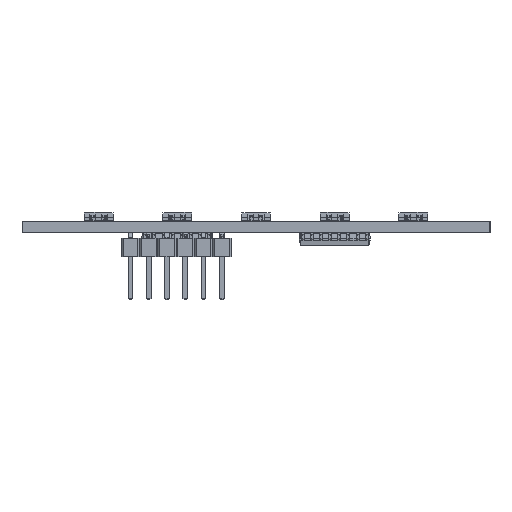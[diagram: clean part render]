
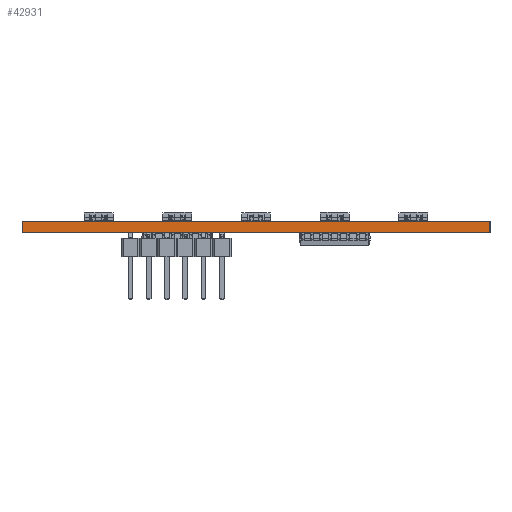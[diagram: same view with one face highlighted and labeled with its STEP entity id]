
A CAD part, left-side view. The second image highlights one B-rep face of the part: STEP entity #42931.
In plain terms, the highlighted planar face has unit normal (-1, 0, 0).
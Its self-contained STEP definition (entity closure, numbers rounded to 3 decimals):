
#42750 = PLANE('',#42751);
#42751 = AXIS2_PLACEMENT_3D('',#42752,#42753,#42754);
#42752 = CARTESIAN_POINT('',(280.,-65.,0.));
#42753 = DIRECTION('',(0.,-1.,0.));
#42754 = DIRECTION('',(-1.,0.,0.));
#42775 = VERTEX_POINT('',#42776);
#42776 = CARTESIAN_POINT('',(0.,-65.,1.58));
#42790 = PLANE('',#42791);
#42791 = AXIS2_PLACEMENT_3D('',#42792,#42793,#42794);
#42792 = CARTESIAN_POINT('',(140.,-32.5,1.58));
#42793 = DIRECTION('',(-0.,-0.,-1.));
#42794 = DIRECTION('',(-1.,0.,0.));
#42802 = EDGE_CURVE('',#42803,#42775,#42805,.T.);
#42803 = VERTEX_POINT('',#42804);
#42804 = CARTESIAN_POINT('',(0.,-65.,0.));
#42805 = SURFACE_CURVE('',#42806,(#42810,#42817),.PCURVE_S1.);
#42806 = LINE('',#42807,#42808);
#42807 = CARTESIAN_POINT('',(0.,-65.,0.));
#42808 = VECTOR('',#42809,1.);
#42809 = DIRECTION('',(0.,0.,1.));
#42810 = PCURVE('',#42750,#42811);
#42811 = DEFINITIONAL_REPRESENTATION('',(#42812),#42816);
#42812 = LINE('',#42813,#42814);
#42813 = CARTESIAN_POINT('',(280.,0.));
#42814 = VECTOR('',#42815,1.);
#42815 = DIRECTION('',(0.,-1.));
#42816 = ( GEOMETRIC_REPRESENTATION_CONTEXT(2) 
PARAMETRIC_REPRESENTATION_CONTEXT() REPRESENTATION_CONTEXT('2D SPACE',''
  ) );
#42817 = PCURVE('',#42818,#42823);
#42818 = PLANE('',#42819);
#42819 = AXIS2_PLACEMENT_3D('',#42820,#42821,#42822);
#42820 = CARTESIAN_POINT('',(0.,-65.,0.));
#42821 = DIRECTION('',(-1.,0.,0.));
#42822 = DIRECTION('',(0.,1.,0.));
#42823 = DEFINITIONAL_REPRESENTATION('',(#42824),#42828);
#42824 = LINE('',#42825,#42826);
#42825 = CARTESIAN_POINT('',(0.,0.));
#42826 = VECTOR('',#42827,1.);
#42827 = DIRECTION('',(0.,-1.));
#42828 = ( GEOMETRIC_REPRESENTATION_CONTEXT(2) 
PARAMETRIC_REPRESENTATION_CONTEXT() REPRESENTATION_CONTEXT('2D SPACE',''
  ) );
#42844 = PLANE('',#42845);
#42845 = AXIS2_PLACEMENT_3D('',#42846,#42847,#42848);
#42846 = CARTESIAN_POINT('',(140.,-32.5,0.));
#42847 = DIRECTION('',(-0.,-0.,-1.));
#42848 = DIRECTION('',(-1.,0.,0.));
#42877 = PLANE('',#42878);
#42878 = AXIS2_PLACEMENT_3D('',#42879,#42880,#42881);
#42879 = CARTESIAN_POINT('',(0.,0.,0.));
#42880 = DIRECTION('',(0.,1.,0.));
#42881 = DIRECTION('',(1.,0.,0.));
#42931 = ADVANCED_FACE('',(#42932),#42818,.T.);
#42932 = FACE_BOUND('',#42933,.T.);
#42933 = EDGE_LOOP('',(#42934,#42935,#42958,#42981));
#42934 = ORIENTED_EDGE('',*,*,#42802,.T.);
#42935 = ORIENTED_EDGE('',*,*,#42936,.T.);
#42936 = EDGE_CURVE('',#42775,#42937,#42939,.T.);
#42937 = VERTEX_POINT('',#42938);
#42938 = CARTESIAN_POINT('',(0.,0.,1.58));
#42939 = SURFACE_CURVE('',#42940,(#42944,#42951),.PCURVE_S1.);
#42940 = LINE('',#42941,#42942);
#42941 = CARTESIAN_POINT('',(0.,-65.,1.58));
#42942 = VECTOR('',#42943,1.);
#42943 = DIRECTION('',(0.,1.,0.));
#42944 = PCURVE('',#42818,#42945);
#42945 = DEFINITIONAL_REPRESENTATION('',(#42946),#42950);
#42946 = LINE('',#42947,#42948);
#42947 = CARTESIAN_POINT('',(0.,-1.58));
#42948 = VECTOR('',#42949,1.);
#42949 = DIRECTION('',(1.,0.));
#42950 = ( GEOMETRIC_REPRESENTATION_CONTEXT(2) 
PARAMETRIC_REPRESENTATION_CONTEXT() REPRESENTATION_CONTEXT('2D SPACE',''
  ) );
#42951 = PCURVE('',#42790,#42952);
#42952 = DEFINITIONAL_REPRESENTATION('',(#42953),#42957);
#42953 = LINE('',#42954,#42955);
#42954 = CARTESIAN_POINT('',(140.,-32.5));
#42955 = VECTOR('',#42956,1.);
#42956 = DIRECTION('',(0.,1.));
#42957 = ( GEOMETRIC_REPRESENTATION_CONTEXT(2) 
PARAMETRIC_REPRESENTATION_CONTEXT() REPRESENTATION_CONTEXT('2D SPACE',''
  ) );
#42958 = ORIENTED_EDGE('',*,*,#42959,.F.);
#42959 = EDGE_CURVE('',#42960,#42937,#42962,.T.);
#42960 = VERTEX_POINT('',#42961);
#42961 = CARTESIAN_POINT('',(0.,-0.,0.));
#42962 = SURFACE_CURVE('',#42963,(#42967,#42974),.PCURVE_S1.);
#42963 = LINE('',#42964,#42965);
#42964 = CARTESIAN_POINT('',(0.,-0.,0.));
#42965 = VECTOR('',#42966,1.);
#42966 = DIRECTION('',(0.,0.,1.));
#42967 = PCURVE('',#42818,#42968);
#42968 = DEFINITIONAL_REPRESENTATION('',(#42969),#42973);
#42969 = LINE('',#42970,#42971);
#42970 = CARTESIAN_POINT('',(65.,0.));
#42971 = VECTOR('',#42972,1.);
#42972 = DIRECTION('',(0.,-1.));
#42973 = ( GEOMETRIC_REPRESENTATION_CONTEXT(2) 
PARAMETRIC_REPRESENTATION_CONTEXT() REPRESENTATION_CONTEXT('2D SPACE',''
  ) );
#42974 = PCURVE('',#42877,#42975);
#42975 = DEFINITIONAL_REPRESENTATION('',(#42976),#42980);
#42976 = LINE('',#42977,#42978);
#42977 = CARTESIAN_POINT('',(0.,0.));
#42978 = VECTOR('',#42979,1.);
#42979 = DIRECTION('',(0.,-1.));
#42980 = ( GEOMETRIC_REPRESENTATION_CONTEXT(2) 
PARAMETRIC_REPRESENTATION_CONTEXT() REPRESENTATION_CONTEXT('2D SPACE',''
  ) );
#42981 = ORIENTED_EDGE('',*,*,#42982,.F.);
#42982 = EDGE_CURVE('',#42803,#42960,#42983,.T.);
#42983 = SURFACE_CURVE('',#42984,(#42988,#42995),.PCURVE_S1.);
#42984 = LINE('',#42985,#42986);
#42985 = CARTESIAN_POINT('',(0.,-65.,0.));
#42986 = VECTOR('',#42987,1.);
#42987 = DIRECTION('',(0.,1.,0.));
#42988 = PCURVE('',#42818,#42989);
#42989 = DEFINITIONAL_REPRESENTATION('',(#42990),#42994);
#42990 = LINE('',#42991,#42992);
#42991 = CARTESIAN_POINT('',(0.,0.));
#42992 = VECTOR('',#42993,1.);
#42993 = DIRECTION('',(1.,0.));
#42994 = ( GEOMETRIC_REPRESENTATION_CONTEXT(2) 
PARAMETRIC_REPRESENTATION_CONTEXT() REPRESENTATION_CONTEXT('2D SPACE',''
  ) );
#42995 = PCURVE('',#42844,#42996);
#42996 = DEFINITIONAL_REPRESENTATION('',(#42997),#43001);
#42997 = LINE('',#42998,#42999);
#42998 = CARTESIAN_POINT('',(140.,-32.5));
#42999 = VECTOR('',#43000,1.);
#43000 = DIRECTION('',(0.,1.));
#43001 = ( GEOMETRIC_REPRESENTATION_CONTEXT(2) 
PARAMETRIC_REPRESENTATION_CONTEXT() REPRESENTATION_CONTEXT('2D SPACE',''
  ) );
